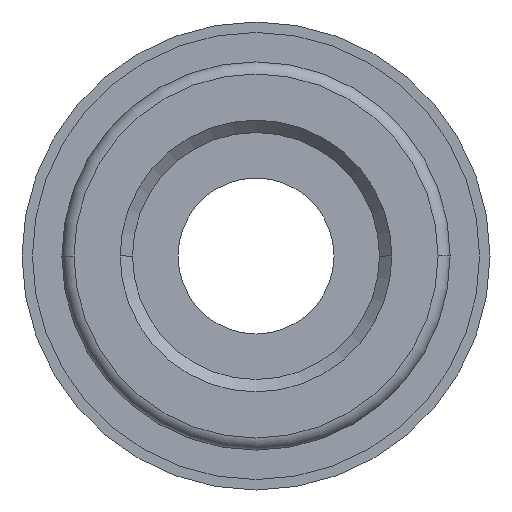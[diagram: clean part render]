
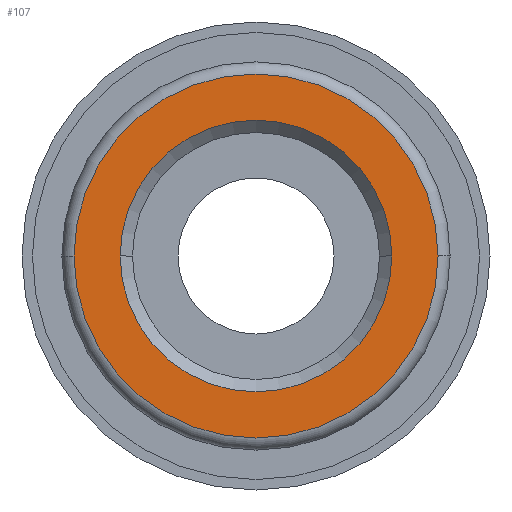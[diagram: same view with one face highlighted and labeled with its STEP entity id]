
A CAD part, front view. The second image highlights one B-rep face of the part: STEP entity #107.
In plain terms, the highlighted planar face has unit normal (0, -1, 0).
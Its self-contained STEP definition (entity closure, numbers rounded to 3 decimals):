
#107=ADVANCED_FACE('',(#273,#274),#275,.T.);
#273=FACE_BOUND('',#510,.T.);
#274=FACE_OUTER_BOUND('',#511,.T.);
#275=PLANE('',#512);
#510=EDGE_LOOP('',(#770,#771));
#511=EDGE_LOOP('',(#772,#773));
#512=AXIS2_PLACEMENT_3D('',#774,#775,#776);
#770=ORIENTED_EDGE('',*,*,#1319,.T.);
#771=ORIENTED_EDGE('',*,*,#1320,.T.);
#772=ORIENTED_EDGE('',*,*,#1321,.T.);
#773=ORIENTED_EDGE('',*,*,#1322,.T.);
#774=CARTESIAN_POINT('',(0.0,0.0,0.0));
#775=DIRECTION('',(0.0,-1.0,0.0));
#776=DIRECTION('',(-1.0,0.0,0.0));
#1319=EDGE_CURVE('',#1554,#1555,#1556,.T.);
#1320=EDGE_CURVE('',#1555,#1554,#1557,.T.);
#1321=EDGE_CURVE('',#1558,#1559,#1560,.T.);
#1322=EDGE_CURVE('',#1559,#1558,#1561,.T.);
#1554=VERTEX_POINT('',#1865);
#1555=VERTEX_POINT('',#1866);
#1556=CIRCLE('',#1867,5.225);
#1557=CIRCLE('',#1868,5.225);
#1558=VERTEX_POINT('',#1869);
#1559=VERTEX_POINT('',#1870);
#1560=CIRCLE('',#1871,7.0);
#1561=CIRCLE('',#1872,7.0);
#1865=CARTESIAN_POINT('',(-5.225,0.0,0.));
#1866=CARTESIAN_POINT('',(5.225,0.0,0.));
#1867=AXIS2_PLACEMENT_3D('',#2203,#2204,#2205);
#1868=AXIS2_PLACEMENT_3D('',#2206,#2207,#2208);
#1869=CARTESIAN_POINT('',(7.0,0.0,0.0));
#1870=CARTESIAN_POINT('',(-7.0,0.0,0.));
#1871=AXIS2_PLACEMENT_3D('',#2209,#2210,#2211);
#1872=AXIS2_PLACEMENT_3D('',#2212,#2213,#2214);
#2203=CARTESIAN_POINT('',(0.0,0.0,0.0));
#2204=DIRECTION('',(-0.0,1.0,0.0));
#2205=DIRECTION('',(1.0,0.0,0.0));
#2206=CARTESIAN_POINT('',(0.0,0.0,0.0));
#2207=DIRECTION('',(-0.0,1.0,0.0));
#2208=DIRECTION('',(1.0,0.0,0.0));
#2209=CARTESIAN_POINT('',(0.0,0.0,0.0));
#2210=DIRECTION('',(0.0,-1.0,0.0));
#2211=DIRECTION('',(1.0,0.0,0.0));
#2212=CARTESIAN_POINT('',(0.0,0.0,0.0));
#2213=DIRECTION('',(0.0,-1.0,0.0));
#2214=DIRECTION('',(1.0,0.0,0.0));
